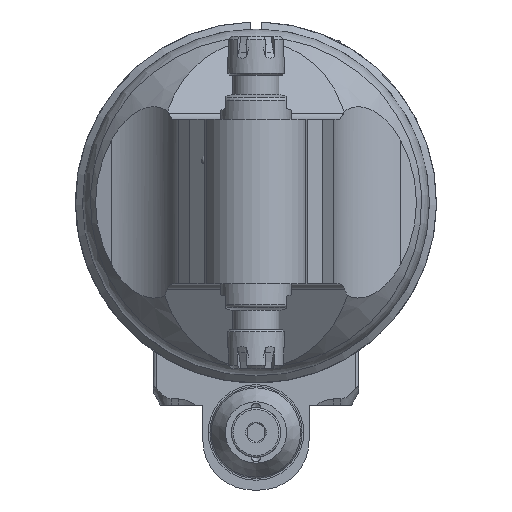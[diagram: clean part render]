
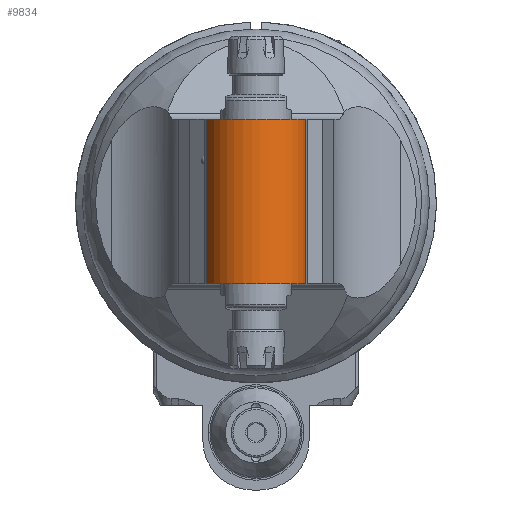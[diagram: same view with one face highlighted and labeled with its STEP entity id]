
A CAD part, front view. The second image highlights one B-rep face of the part: STEP entity #9834.
In plain terms, the highlighted cylindrical face has radius 14.5 mm (diameter 29 mm), a partial arc.
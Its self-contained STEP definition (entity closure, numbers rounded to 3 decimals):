
#589=CYLINDRICAL_SURFACE('',#10520,14.5);
#759=CIRCLE('',#10490,14.5);
#761=CIRCLE('',#10494,14.5);
#1268=FACE_OUTER_BOUND('',#1876,.T.);
#1876=EDGE_LOOP('',(#6635,#6636,#6637,#6638));
#2608=LINE('',#14822,#3319);
#2609=LINE('',#14824,#3320);
#3319=VECTOR('',#11748,46.5);
#3320=VECTOR('',#11751,46.5);
#4002=VERTEX_POINT('',#14619);
#4003=VERTEX_POINT('',#14621);
#4011=VERTEX_POINT('',#14641);
#4012=VERTEX_POINT('',#14643);
#5012=EDGE_CURVE('',#4003,#4002,#759,.T.);
#5023=EDGE_CURVE('',#4011,#4012,#761,.T.);
#5069=EDGE_CURVE('',#4002,#4012,#2608,.T.);
#5070=EDGE_CURVE('',#4011,#4003,#2609,.T.);
#6635=ORIENTED_EDGE('',*,*,#5023,.F.);
#6636=ORIENTED_EDGE('',*,*,#5070,.T.);
#6637=ORIENTED_EDGE('',*,*,#5012,.T.);
#6638=ORIENTED_EDGE('',*,*,#5069,.T.);
#9834=ADVANCED_FACE('',(#1268),#589,.T.);
#10490=AXIS2_PLACEMENT_3D('',#14622,#11655,#11656);
#10494=AXIS2_PLACEMENT_3D('',#14644,#11672,#11673);
#10520=AXIS2_PLACEMENT_3D('',#14823,#11749,#11750);
#11655=DIRECTION('center_axis',(0.,0.,-1.));
#11656=DIRECTION('ref_axis',(0.966,-0.259,0.));
#11672=DIRECTION('center_axis',(0.,0.,-1.));
#11673=DIRECTION('ref_axis',(0.966,-0.259,0.));
#11748=DIRECTION('',(0.,0.,-1.));
#11749=DIRECTION('center_axis',(0.,0.,-1.));
#11750=DIRECTION('ref_axis',(0.,-1.,0.));
#11751=DIRECTION('',(0.,0.,1.));
#14619=CARTESIAN_POINT('',(-14.006,-3.753,23.5));
#14621=CARTESIAN_POINT('',(14.006,-3.753,23.5));
#14622=CARTESIAN_POINT('Origin',(0.,0.,23.5));
#14641=CARTESIAN_POINT('',(14.006,-3.753,-23.));
#14643=CARTESIAN_POINT('',(-14.006,-3.753,-23.));
#14644=CARTESIAN_POINT('Origin',(0.,0.,-23.));
#14822=CARTESIAN_POINT('',(-14.006,-3.753,23.5));
#14823=CARTESIAN_POINT('Origin',(0.,0.,66.952));
#14824=CARTESIAN_POINT('',(14.006,-3.753,-23.));
